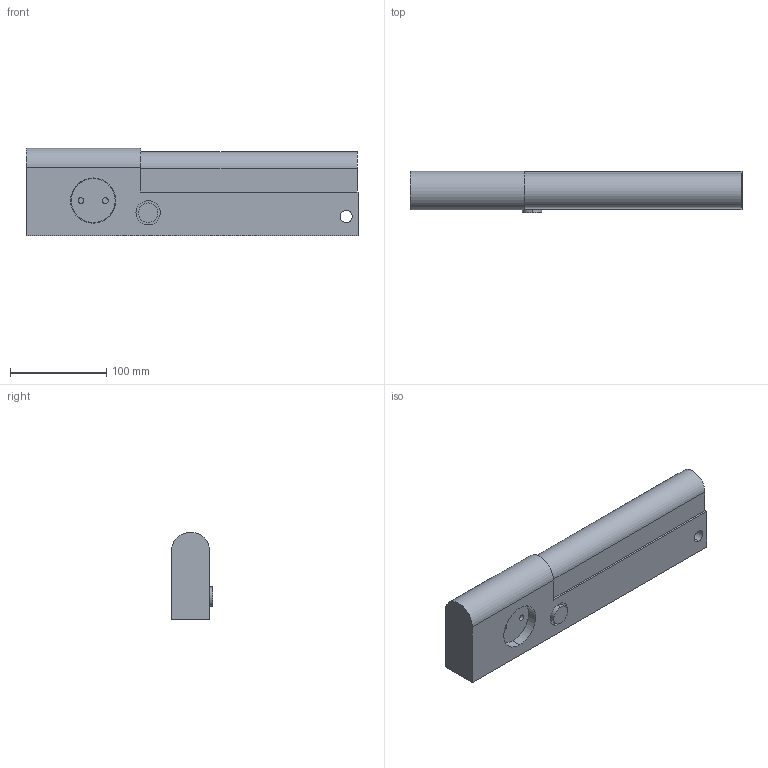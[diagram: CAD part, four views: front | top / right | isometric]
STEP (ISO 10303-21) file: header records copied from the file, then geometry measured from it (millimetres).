
FILE_DESCRIPTION(('starvars output'),'2;1');
FILE_NAME('cv20090706105003000012369.stp','10:50:03 2009/07/06',( 'Thomas Industrial Network Germany GmbH'),( 'Thomas Industrial Network Germany GmbH'),'unknown preprocess','ACIS' ,'unknown authorization');
FILE_SCHEMA(('AUTOMOTIVE_DESIGN_CC2 {UNKNOWN IMPLEMENTATION LEVEL}'));
Length unit declared in the file: millimetre
Products named in the file (1): PRODUCT_ID_10
Bounding box: 345 x 42.86 x 91 mm (x, y, z)
Volume: 1105242.2 mm3; surface area: 99051 mm2
Topology: 1 solids, 1 shells, 35 faces, 78 edges, 52 vertices
Faces by surface type: cylinder 18, plane 17
Entity records: 1231 total; most frequent: ORIENTED_EDGE 156, CARTESIAN_POINT 140, DIRECTION 135, EDGE_CURVE 78, VERTEX_POINT 52, AXIS2_PLACEMENT_3D 47, EDGE_LOOP 44, FACE_BOUND 44
